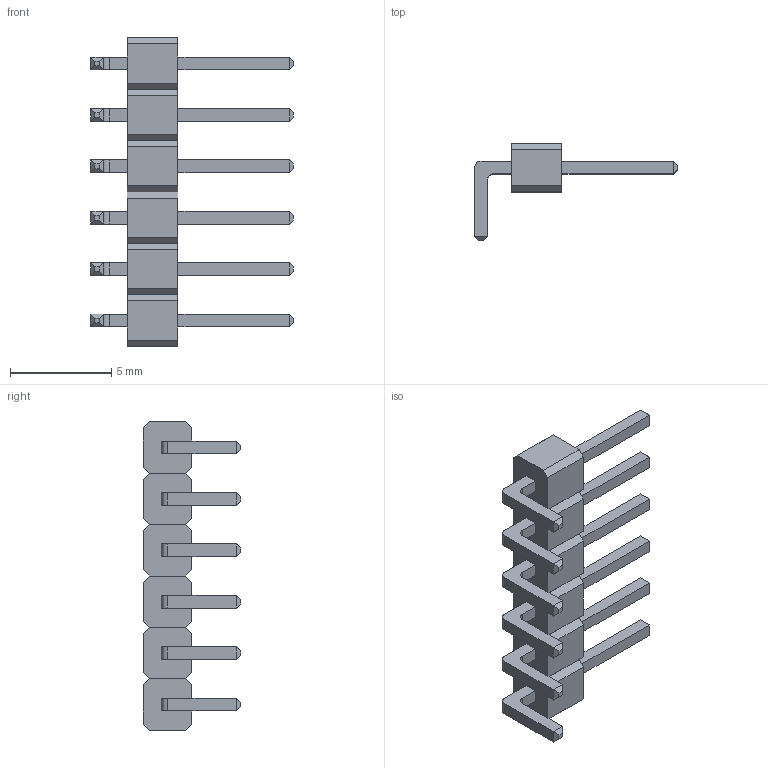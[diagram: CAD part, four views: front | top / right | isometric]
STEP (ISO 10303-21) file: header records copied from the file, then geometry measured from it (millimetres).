
FILE_DESCRIPTION(('FreeCAD Model'),'2;1');
FILE_NAME('BaretteBroche6p2.54-90Deg.step', '2016-11-30T11:32:08',('Daniel Sallin'),('Daniel-STP'), 'Open CASCADE STEP processor 6.8','FreeCAD','Unknown');
FILE_SCHEMA(('AUTOMOTIVE_DESIGN_CC2 { 1 2 10303 214 -1 1 5 4 }'));
Length unit declared in the file: millimetre
Products named in the file (3): ASSEMBLY; Array; Array001
Assembly tree (2 placements, depth 2):
  ASSEMBLY
    Array
    Array001
Bounding box: 10.02 x 4.81 x 15.24 mm (x, y, z)
Volume: 120 mm3; surface area: 409.3 mm2
Topology: 12 solids, 12 shells, 168 faces, 384 edges, 240 vertices
Faces by surface type: plane 156, cylinder 12
Entity records: 9787 total; most frequent: CARTESIAN_POINT 1707, DIRECTION 1494, LINE 1104, VECTOR 1104, ORIENTED_EDGE 768, PCURVE 768, DEFINITIONAL_REPRESENTATION 768, EDGE_CURVE 384
